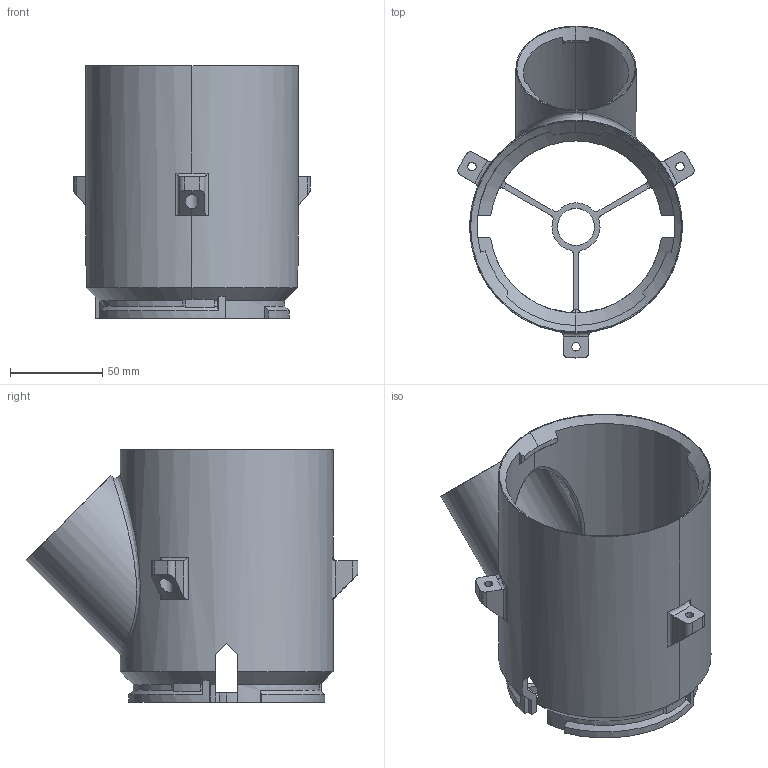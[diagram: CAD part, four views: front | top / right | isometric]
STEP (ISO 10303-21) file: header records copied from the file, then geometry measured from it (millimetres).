
FILE_DESCRIPTION (( 'STEP AP203' ), '1' );
FILE_NAME ('1-Way_Planting_Module_Hollow_Cut.STEP', '2020-11-29T12:36:39', ( '' ), ( '' ), '', '', '' );
FILE_SCHEMA (( 'CONFIG_CONTROL_DESIGN' ));
Length unit declared in the file: millimetre
Products named in the file (1): 1-Way_Planting_Module_Hollow_Cut
Bounding box: 127.78 x 179.54 x 136.5 mm (x, y, z)
Volume: 219461.7 mm3; surface area: 113054.5 mm2
Topology: 1 solids, 1 shells, 190 faces, 564 edges, 372 vertices
Faces by surface type: cylinder 79, plane 66, cone 34, torus 7, bspline 4
Entity records: 8412 total; most frequent: CARTESIAN_POINT 3248, ORIENTED_EDGE 1128, DIRECTION 1034, EDGE_CURVE 564, AXIS2_PLACEMENT_3D 385, VERTEX_POINT 372, LINE 264, VECTOR 264
